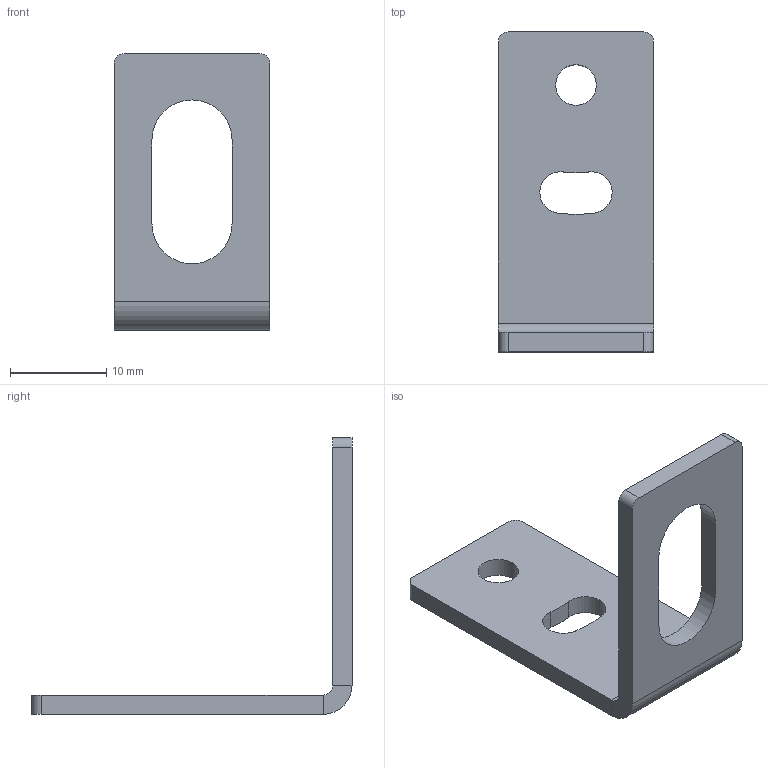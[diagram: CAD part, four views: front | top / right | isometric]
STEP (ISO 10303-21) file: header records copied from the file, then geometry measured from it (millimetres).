
FILE_DESCRIPTION(/* description */ (''),/* implementation_level */ '2;1');
FILE_NAME(/* name */ 'BM08-LM.stp',/* time_stamp */ '2024-12-24T15:31:04+07:00',/* author */ ('L0STik'),/* organization */ (''),/* preprocessor_version */ 'ST-DEVELOPER v18.1',/* originating_system */ 'Autodesk Inventor 2021',/* authorisation */ '');
FILE_SCHEMA (('AUTOMOTIVE_DESIGN { 1 0 10303 214 3 1 1 }'));
Length unit declared in the file: millimetre
Products named in the file (1): BM08-LM
Bounding box: 16.1 x 33.2 x 28.7 mm (x, y, z)
Volume: 1562.4 mm3; surface area: 2012.8 mm2
Topology: 1 solids, 1 shells, 27 faces, 67 edges, 42 vertices
Faces by surface type: plane 14, cylinder 13
Full cylindrical faces by diameter (mm): 4.2 x1
Entity records: 856 total; most frequent: DIRECTION 149, CARTESIAN_POINT 137, ORIENTED_EDGE 134, EDGE_CURVE 67, AXIS2_PLACEMENT_3D 54, VERTEX_POINT 42, LINE 41, VECTOR 41
